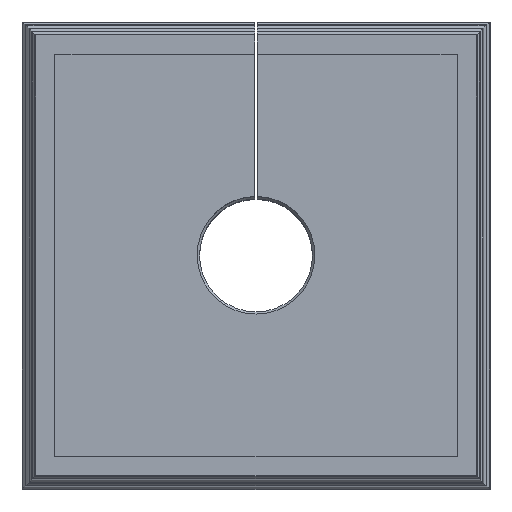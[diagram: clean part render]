
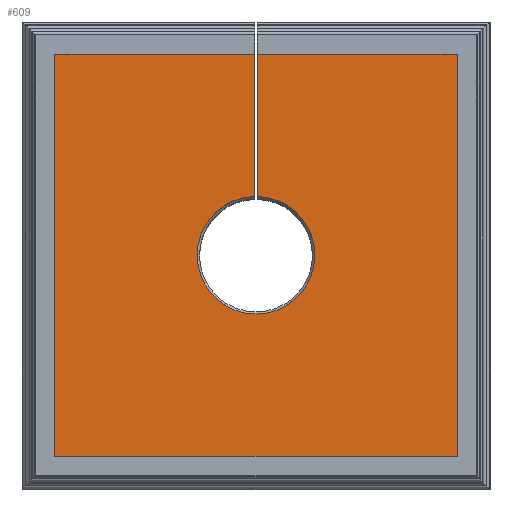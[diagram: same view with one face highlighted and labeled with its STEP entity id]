
A CAD part, top view. The second image highlights one B-rep face of the part: STEP entity #609.
In plain terms, the highlighted planar face has unit normal (0, 0, 1).
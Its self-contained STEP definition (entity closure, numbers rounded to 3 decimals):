
#93=FACE_OUTER_BOUND('',#844,.T.);
#181=LINE('',#2824,#384);
#281=LINE('',#3025,#484);
#282=LINE('',#3028,#485);
#283=LINE('',#3030,#486);
#284=LINE('',#3032,#487);
#285=LINE('',#3034,#488);
#286=LINE('',#3035,#489);
#384=VECTOR('',#2205,1.);
#484=VECTOR('',#2389,1.);
#485=VECTOR('',#2390,1.);
#486=VECTOR('',#2391,1.);
#487=VECTOR('',#2392,1.);
#488=VECTOR('',#2393,1.);
#489=VECTOR('',#2394,1.);
#609=ADVANCED_FACE('',(#93),#716,.T.);
#716=PLANE('',#2080);
#764=CIRCLE('',#2079,2.5);
#844=EDGE_LOOP('',(#1156,#1157,#1158,#1159,#1160,#1161,#1162,#1163));
#1156=ORIENTED_EDGE('',*,*,#1819,.F.);
#1157=ORIENTED_EDGE('',*,*,#1820,.T.);
#1158=ORIENTED_EDGE('',*,*,#1821,.T.);
#1159=ORIENTED_EDGE('',*,*,#1822,.T.);
#1160=ORIENTED_EDGE('',*,*,#1823,.T.);
#1161=ORIENTED_EDGE('',*,*,#1717,.T.);
#1162=ORIENTED_EDGE('',*,*,#1824,.F.);
#1163=ORIENTED_EDGE('',*,*,#1825,.F.);
#1527=VERTEX_POINT('',#2822);
#1529=VERTEX_POINT('',#2825);
#1588=VERTEX_POINT('',#3026);
#1589=VERTEX_POINT('',#3027);
#1590=VERTEX_POINT('',#3029);
#1591=VERTEX_POINT('',#3031);
#1592=VERTEX_POINT('',#3033);
#1593=VERTEX_POINT('',#3036);
#1717=EDGE_CURVE('',#1529,#1527,#181,.T.);
#1819=EDGE_CURVE('',#1588,#1589,#281,.T.);
#1820=EDGE_CURVE('',#1588,#1590,#282,.T.);
#1821=EDGE_CURVE('',#1590,#1591,#283,.T.);
#1822=EDGE_CURVE('',#1591,#1592,#284,.T.);
#1823=EDGE_CURVE('',#1592,#1529,#285,.T.);
#1824=EDGE_CURVE('',#1593,#1527,#286,.T.);
#1825=EDGE_CURVE('',#1589,#1593,#764,.T.);
#2079=AXIS2_PLACEMENT_3D('',#3037,#2395,#2396);
#2080=AXIS2_PLACEMENT_3D('',#3038,#2397,#2398);
#2205=DIRECTION('',(-1.,0.,0.));
#2389=DIRECTION('',(0.,-1.,0.));
#2390=DIRECTION('',(-1.,0.,0.));
#2391=DIRECTION('',(0.,-1.,0.));
#2392=DIRECTION('',(1.,0.,0.));
#2393=DIRECTION('',(0.,1.,0.));
#2394=DIRECTION('',(0.,1.,0.));
#2395=DIRECTION('',(0.,0.,1.));
#2396=DIRECTION('',(1.,0.,0.));
#2397=DIRECTION('',(0.,0.,1.));
#2398=DIRECTION('',(-1.,0.,0.));
#2822=CARTESIAN_POINT('',(0.05,8.55,17.7));
#2824=CARTESIAN_POINT('',(8.55,8.55,17.7));
#2825=CARTESIAN_POINT('',(8.55,8.55,17.7));
#3025=CARTESIAN_POINT('',(-0.05,0.,17.7));
#3026=CARTESIAN_POINT('',(-0.05,8.55,17.7));
#3027=CARTESIAN_POINT('',(-0.05,2.499,17.7));
#3028=CARTESIAN_POINT('',(8.55,8.55,17.7));
#3029=CARTESIAN_POINT('',(-8.55,8.55,17.7));
#3030=CARTESIAN_POINT('',(-8.55,8.55,17.7));
#3031=CARTESIAN_POINT('',(-8.55,-8.55,17.7));
#3032=CARTESIAN_POINT('',(-8.55,-8.55,17.7));
#3033=CARTESIAN_POINT('',(8.55,-8.55,17.7));
#3034=CARTESIAN_POINT('',(8.55,-8.55,17.7));
#3035=CARTESIAN_POINT('',(0.05,0.,17.7));
#3036=CARTESIAN_POINT('',(0.05,2.499,17.7));
#3037=CARTESIAN_POINT('',(0.,0.,17.7));
#3038=CARTESIAN_POINT('',(0.,0.,17.7));
